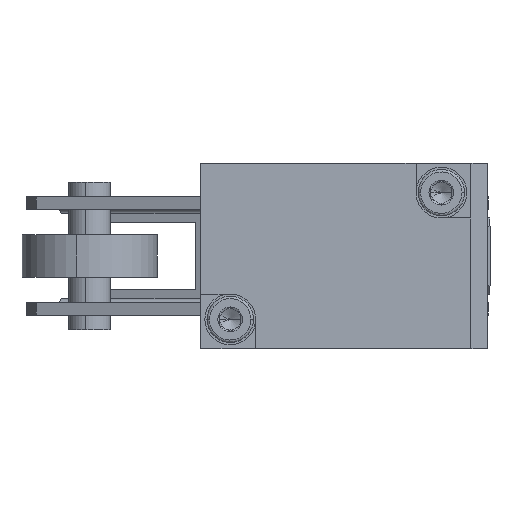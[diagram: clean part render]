
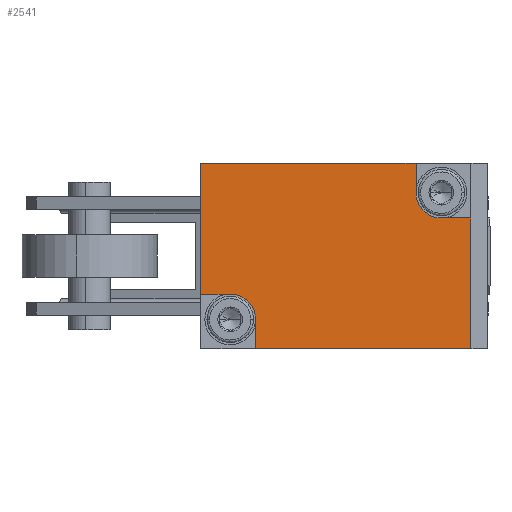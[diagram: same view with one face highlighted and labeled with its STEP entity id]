
A CAD part, front view. The second image highlights one B-rep face of the part: STEP entity #2541.
In plain terms, the highlighted planar face has unit normal (0, -1, 0).
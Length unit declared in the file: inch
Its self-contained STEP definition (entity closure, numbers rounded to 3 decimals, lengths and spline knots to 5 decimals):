
#42 = DIRECTION ( 'NONE',  ( 1., 0., 0. ) ) ;
#117 = FACE_OUTER_BOUND ( 'NONE', #3748, .T. ) ;
#137 = VECTOR ( 'NONE', #6690, 39.37008 ) ;
#141 = VERTEX_POINT ( 'NONE', #2130 ) ;
#197 = CARTESIAN_POINT ( 'NONE',  ( -0.62992, 0., -0.17717 ) ) ;
#363 = DIRECTION ( 'NONE',  ( 0., 0., 1. ) ) ;
#371 = CIRCLE ( 'NONE', #2670, 0.11811 ) ;
#486 = LINE ( 'NONE', #1717, #137 ) ;
#533 = ORIENTED_EDGE ( 'NONE', *, *, #2851, .T. ) ;
#547 = EDGE_CURVE ( 'NONE', #915, #141, #808, .T. ) ;
#562 = VERTEX_POINT ( 'NONE', #2466 ) ;
#570 = EDGE_CURVE ( 'NONE', #893, #2156, #741, .T. ) ;
#670 = CARTESIAN_POINT ( 'NONE',  ( 0.37402, 0., -0.43307 ) ) ;
#702 = VECTOR ( 'NONE', #4379, 39.37008 ) ;
#741 = LINE ( 'NONE', #197, #3294 ) ;
#772 = ORIENTED_EDGE ( 'NONE', *, *, #6659, .F. ) ;
#808 = LINE ( 'NONE', #670, #6155 ) ;
#823 = EDGE_CURVE ( 'NONE', #4853, #562, #6051, .T. ) ;
#893 = VERTEX_POINT ( 'NONE', #1092 ) ;
#915 = VERTEX_POINT ( 'NONE', #2141 ) ;
#1006 = LINE ( 'NONE', #3202, #5888 ) ;
#1089 = CARTESIAN_POINT ( 'NONE',  ( 0.49213, 0., 0.17717 ) ) ;
#1092 = CARTESIAN_POINT ( 'NONE',  ( -0.49213, 0., -0.17717 ) ) ;
#1112 = EDGE_CURVE ( 'NONE', #4399, #893, #6861, .T. ) ;
#1203 = CARTESIAN_POINT ( 'NONE',  ( 0.62992, 0., -0.43307 ) ) ;
#1252 = VERTEX_POINT ( 'NONE', #5000 ) ;
#1260 = VECTOR ( 'NONE', #4359, 39.37008 ) ;
#1690 = AXIS2_PLACEMENT_3D ( 'NONE', #6993, #6439, #2456 ) ;
#1717 = CARTESIAN_POINT ( 'NONE',  ( -0.37402, 0., -0.43307 ) ) ;
#2130 = CARTESIAN_POINT ( 'NONE',  ( 0.37402, 0., 0.29528 ) ) ;
#2141 = CARTESIAN_POINT ( 'NONE',  ( 0.37402, 0., 0.43307 ) ) ;
#2156 = VERTEX_POINT ( 'NONE', #2368 ) ;
#2187 = CARTESIAN_POINT ( 'NONE',  ( 0.62992, 0., 0.17717 ) ) ;
#2316 = CARTESIAN_POINT ( 'NONE',  ( -0.37402, 0., -0.43307 ) ) ;
#2322 = DIRECTION ( 'NONE',  ( 0., 0., -1. ) ) ;
#2360 = DIRECTION ( 'NONE',  ( 0., 1., 0. ) ) ;
#2368 = CARTESIAN_POINT ( 'NONE',  ( -0.62992, 0., -0.17717 ) ) ;
#2421 = ORIENTED_EDGE ( 'NONE', *, *, #3317, .F. ) ;
#2456 = DIRECTION ( 'NONE',  ( 0., 0., 1. ) ) ;
#2466 = CARTESIAN_POINT ( 'NONE',  ( 0.62992, 0., -0.43307 ) ) ;
#2541 = ADVANCED_FACE ( 'NONE', ( #117 ), #4045, .F. ) ;
#2670 = AXIS2_PLACEMENT_3D ( 'NONE', #4289, #5293, #363 ) ;
#2851 = EDGE_CURVE ( 'NONE', #562, #6720, #3792, .T. ) ;
#2866 = CARTESIAN_POINT ( 'NONE',  ( 0.62992, 0., 0.17717 ) ) ;
#2937 = DIRECTION ( 'NONE',  ( -1., 0., 0. ) ) ;
#3119 = EDGE_CURVE ( 'NONE', #915, #1252, #4771, .T. ) ;
#3202 = CARTESIAN_POINT ( 'NONE',  ( -0.62992, 0., -0.43307 ) ) ;
#3252 = CARTESIAN_POINT ( 'NONE',  ( 0.62992, 0., -0.43307 ) ) ;
#3294 = VECTOR ( 'NONE', #2937, 39.37008 ) ;
#3317 = EDGE_CURVE ( 'NONE', #3476, #6720, #6533, .T. ) ;
#3461 = ORIENTED_EDGE ( 'NONE', *, *, #823, .T. ) ;
#3476 = VERTEX_POINT ( 'NONE', #1089 ) ;
#3515 = DIRECTION ( 'NONE',  ( 0., 0., -1. ) ) ;
#3748 = EDGE_LOOP ( 'NONE', ( #4024, #3795, #5536, #5123, #6566, #7081, #772, #3461, #533, #2421 ) ) ;
#3792 = LINE ( 'NONE', #5066, #1260 ) ;
#3795 = ORIENTED_EDGE ( 'NONE', *, *, #547, .F. ) ;
#4024 = ORIENTED_EDGE ( 'NONE', *, *, #5793, .F. ) ;
#4045 = PLANE ( 'NONE',  #4706 ) ;
#4289 = CARTESIAN_POINT ( 'NONE',  ( 0.49213, 0., 0.29528 ) ) ;
#4359 = DIRECTION ( 'NONE',  ( 0., 0., 1. ) ) ;
#4379 = DIRECTION ( 'NONE',  ( 1., 0., 0. ) ) ;
#4399 = VERTEX_POINT ( 'NONE', #4841 ) ;
#4436 = VECTOR ( 'NONE', #42, 39.37008 ) ;
#4706 = AXIS2_PLACEMENT_3D ( 'NONE', #1203, #2360, #2322 ) ;
#4771 = LINE ( 'NONE', #6385, #6787 ) ;
#4841 = CARTESIAN_POINT ( 'NONE',  ( -0.37402, 0., -0.29528 ) ) ;
#4853 = VERTEX_POINT ( 'NONE', #2316 ) ;
#5000 = CARTESIAN_POINT ( 'NONE',  ( -0.62992, 0., 0.43307 ) ) ;
#5066 = CARTESIAN_POINT ( 'NONE',  ( 0.62992, 0., 0.43307 ) ) ;
#5123 = ORIENTED_EDGE ( 'NONE', *, *, #6252, .T. ) ;
#5293 = DIRECTION ( 'NONE',  ( 0., -1., 0. ) ) ;
#5389 = DIRECTION ( 'NONE',  ( 0., 0., -1. ) ) ;
#5536 = ORIENTED_EDGE ( 'NONE', *, *, #3119, .T. ) ;
#5793 = EDGE_CURVE ( 'NONE', #141, #3476, #371, .T. ) ;
#5888 = VECTOR ( 'NONE', #5389, 39.37008 ) ;
#6051 = LINE ( 'NONE', #3252, #4436 ) ;
#6155 = VECTOR ( 'NONE', #3515, 39.37008 ) ;
#6252 = EDGE_CURVE ( 'NONE', #1252, #2156, #1006, .T. ) ;
#6346 = DIRECTION ( 'NONE',  ( -1., 0., 0. ) ) ;
#6385 = CARTESIAN_POINT ( 'NONE',  ( -0.62992, 0., 0.43307 ) ) ;
#6439 = DIRECTION ( 'NONE',  ( 0., -1., 0. ) ) ;
#6533 = LINE ( 'NONE', #2187, #702 ) ;
#6566 = ORIENTED_EDGE ( 'NONE', *, *, #570, .F. ) ;
#6659 = EDGE_CURVE ( 'NONE', #4853, #4399, #486, .T. ) ;
#6690 = DIRECTION ( 'NONE',  ( 0., 0., 1. ) ) ;
#6720 = VERTEX_POINT ( 'NONE', #2866 ) ;
#6787 = VECTOR ( 'NONE', #6346, 39.37008 ) ;
#6861 = CIRCLE ( 'NONE', #1690, 0.11811 ) ;
#6993 = CARTESIAN_POINT ( 'NONE',  ( -0.49213, 0., -0.29528 ) ) ;
#7081 = ORIENTED_EDGE ( 'NONE', *, *, #1112, .F. ) ;
